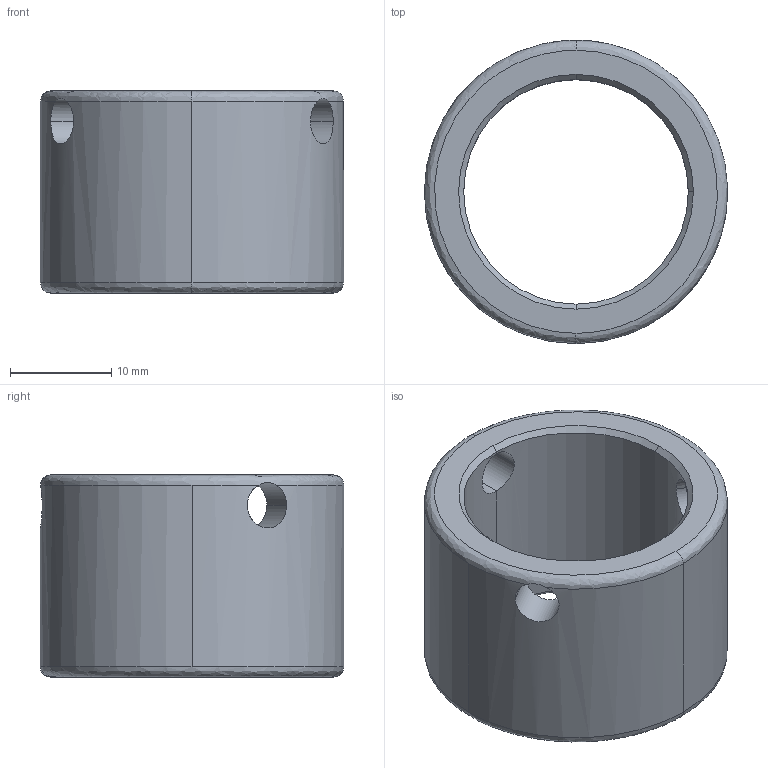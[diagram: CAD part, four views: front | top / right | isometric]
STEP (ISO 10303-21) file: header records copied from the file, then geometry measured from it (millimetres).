
FILE_DESCRIPTION (( 'STEP AP214' ), '1' );
FILE_NAME ('BR2-7-8.STEP', '2024-08-21T15:23:32', ( '' ), ( '' ), 'SwSTEP 2.0', 'SolidWorks 2021', '' );
FILE_SCHEMA (( 'AUTOMOTIVE_DESIGN' ));
Length unit declared in the file: inch
Products named in the file (1): BR2-7-8
Bounding box: 30 x 30 x 20 mm (x, y, z)
Volume: 6133.7 mm3; surface area: 3867.2 mm2
Topology: 1 solids, 1 shells, 25 faces, 71 edges, 44 vertices
Faces by surface type: cylinder 13, cone 6, bspline 4, plane 2
Entity records: 1208 total; most frequent: CARTESIAN_POINT 555, ORIENTED_EDGE 142, DIRECTION 114, EDGE_CURVE 71, AXIS2_PLACEMENT_3D 47, VERTEX_POINT 44, EDGE_LOOP 29, ADVANCED_FACE 25
